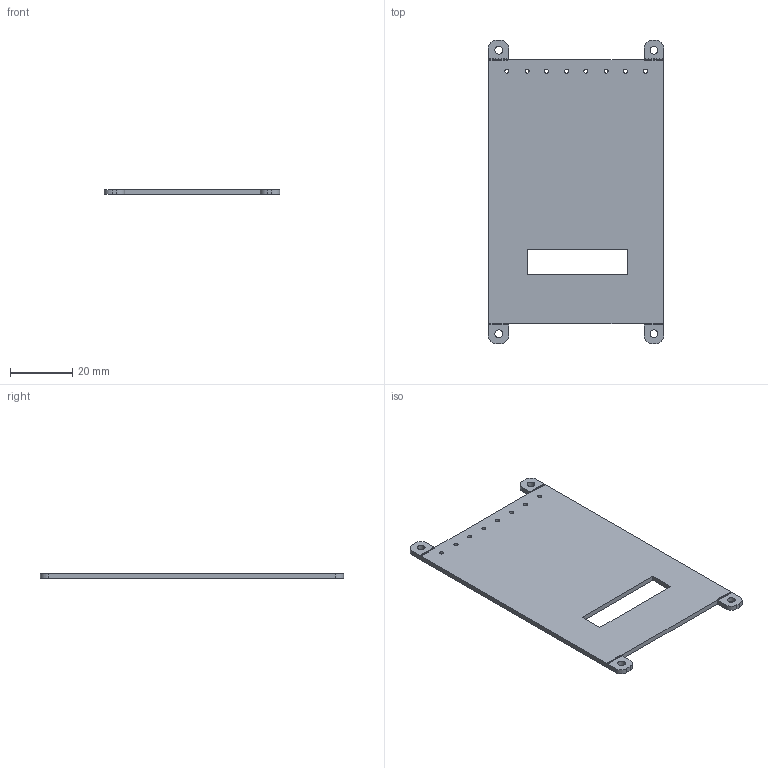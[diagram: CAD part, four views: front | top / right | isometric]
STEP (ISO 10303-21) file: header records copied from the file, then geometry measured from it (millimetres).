
FILE_DESCRIPTION(('KiCad electronic assembly'),'2;1');
FILE_NAME('kicadBoard.step','2022-11-05T01:04:18',('Pcbnew'),('Kicad'), 'Open CASCADE STEP processor 7.6','KiCad to STEP converter','Unknown' );
FILE_SCHEMA(('AUTOMOTIVE_DESIGN { 1 0 10303 214 1 1 1 1 }'));
Length unit declared in the file: millimetre
Products named in the file (2): kicadBoard 1; _autosave-kicadBoard PCB
Assembly tree (1 placements, depth 2):
  kicadBoard 1
    _autosave-kicadBoard PCB
Bounding box: 56.52 x 97.54 x 1.6 mm (x, y, z)
Volume: 7448.9 mm3; surface area: 10132.5 mm2
Topology: 1 solids, 1 shells, 66 faces, 192 edges, 128 vertices
Faces by surface type: cylinder 48, plane 18
Full cylindrical faces by diameter (mm): 0.5 x28, 1.3 x8, 2.5 x4
Entity records: 5227 total; most frequent: CARTESIAN_POINT 1348, DIRECTION 712, ORIENTED_EDGE 384, LINE 384, VECTOR 384, PCURVE 384, DEFINITIONAL_REPRESENTATION 384, EDGE_CURVE 192
